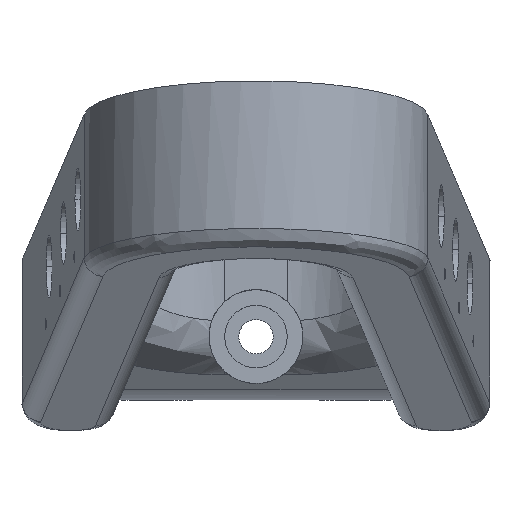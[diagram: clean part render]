
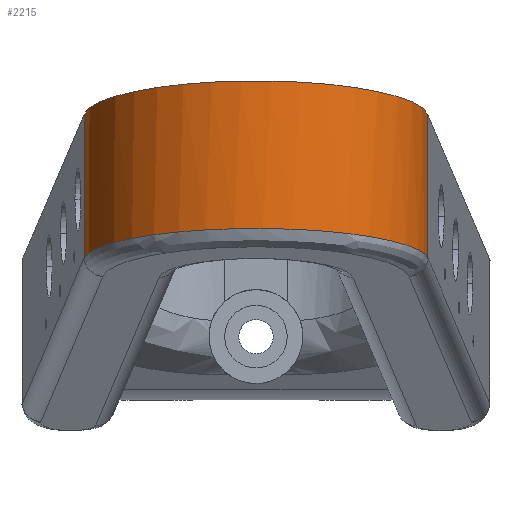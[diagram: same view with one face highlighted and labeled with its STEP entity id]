
A CAD part, top view. The second image highlights one B-rep face of the part: STEP entity #2215.
In plain terms, the highlighted free-form (B-spline) face has degree [3, 1] with [11, 2] control points.
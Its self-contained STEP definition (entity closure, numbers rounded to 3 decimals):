
#13=B_SPLINE_SURFACE_WITH_KNOTS('',3,1,((#4025,#4026),(#4027,#4028),(#4029,
#4030),(#4031,#4032),(#4033,#4034),(#4035,#4036),(#4037,#4038),(#4039,#4040),
(#4041,#4042),(#4043,#4044),(#4045,#4046)),.SURF_OF_LINEAR_EXTRUSION.,.F.,
 .F.,.F.,(4,1,1,1,1,1,1,1,4),(2,2),(1.661,2.031,2.401,
2.771,3.142,3.512,3.882,4.252,
4.622),(0.,1.),.UNSPECIFIED.);
#161=LINE('',#4016,#290);
#162=LINE('',#4020,#291);
#290=VECTOR('',#3112,1000.);
#291=VECTOR('',#3119,1000.);
#400=B_SPLINE_CURVE_WITH_KNOTS('',3,(#4047,#4048,#4049,#4050,#4051,#4052,
#4053,#4054,#4055,#4056,#4057,#4058,#4059,#4060,#4061,#4062,#4063,#4064,
#4065,#4066,#4067,#4068,#4069,#4070),.UNSPECIFIED.,.F.,.F.,(4,1,1,1,1,1,
1,1,1,1,1,1,1,1,1,1,1,1,1,1,1,4),(0.,0.005,0.01,
0.015,0.018,0.02,0.025,
0.028,0.031,0.033,0.036,
0.041,0.043,0.046,0.051,
0.056,0.061,0.066,0.071,
0.074,0.076,0.081),.UNSPECIFIED.);
#479=CIRCLE('',#2446,27.55);
#1001=ORIENTED_EDGE('',*,*,#1480,.T.);
#1002=ORIENTED_EDGE('',*,*,#1486,.T.);
#1003=ORIENTED_EDGE('',*,*,#1483,.F.);
#1004=ORIENTED_EDGE('',*,*,#1423,.T.);
#1423=EDGE_CURVE('',#1706,#1705,#479,.T.);
#1480=EDGE_CURVE('',#1705,#1734,#161,.T.);
#1483=EDGE_CURVE('',#1706,#1735,#162,.T.);
#1486=EDGE_CURVE('',#1734,#1735,#400,.T.);
#1705=VERTEX_POINT('',#3819);
#1706=VERTEX_POINT('',#3821);
#1734=VERTEX_POINT('',#4015);
#1735=VERTEX_POINT('',#4021);
#1926=EDGE_LOOP('',(#1001,#1002,#1003,#1004));
#2076=FACE_BOUND('',#1926,.T.);
#2215=ADVANCED_FACE('',(#2076),#13,.T.);
#2446=AXIS2_PLACEMENT_3D('',#3820,#3008,#3009);
#3008=DIRECTION('',(0.,-0.978,0.21));
#3009=DIRECTION('',(0.,-0.21,-0.978));
#3112=DIRECTION('',(0.,-1.,0.));
#3119=DIRECTION('',(0.,-1.,0.));
#3819=CARTESIAN_POINT('',(-27.443,40.547,129.045));
#3820=CARTESIAN_POINT('',(-0.005,40.028,126.624));
#3821=CARTESIAN_POINT('',(27.434,40.547,129.045));
#4015=CARTESIAN_POINT('',(-27.443,17.556,129.045));
#4016=CARTESIAN_POINT('',(-27.443,40.547,129.045));
#4020=CARTESIAN_POINT('',(27.434,40.547,129.045));
#4021=CARTESIAN_POINT('',(27.434,17.556,129.045));
#4025=CARTESIAN_POINT('',(27.434,40.547,129.045));
#4026=CARTESIAN_POINT('',(27.434,16.827,129.045));
#4027=CARTESIAN_POINT('',(27.128,41.257,132.356));
#4028=CARTESIAN_POINT('',(27.128,17.537,132.356));
#4029=CARTESIAN_POINT('',(25.249,42.651,138.864));
#4030=CARTESIAN_POINT('',(25.249,18.931,138.864));
#4031=CARTESIAN_POINT('',(19.009,44.388,146.969));
#4032=CARTESIAN_POINT('',(19.009,20.668,146.969));
#4033=CARTESIAN_POINT('',(10.193,45.534,152.318));
#4034=CARTESIAN_POINT('',(10.193,21.814,152.318));
#4035=CARTESIAN_POINT('',(-0.005,45.934,154.185));
#4036=CARTESIAN_POINT('',(-0.005,22.214,154.185));
#4037=CARTESIAN_POINT('',(-10.202,45.534,152.318));
#4038=CARTESIAN_POINT('',(-10.202,21.814,152.318));
#4039=CARTESIAN_POINT('',(-19.018,44.388,146.969));
#4040=CARTESIAN_POINT('',(-19.018,20.668,146.969));
#4041=CARTESIAN_POINT('',(-25.258,42.651,138.864));
#4042=CARTESIAN_POINT('',(-25.258,18.931,138.864));
#4043=CARTESIAN_POINT('',(-27.137,41.257,132.356));
#4044=CARTESIAN_POINT('',(-27.137,17.537,132.356));
#4045=CARTESIAN_POINT('',(-27.443,40.547,129.045));
#4046=CARTESIAN_POINT('',(-27.443,16.827,129.045));
#4047=CARTESIAN_POINT('',(-27.443,17.556,129.045));
#4048=CARTESIAN_POINT('',(-27.288,17.874,130.72));
#4049=CARTESIAN_POINT('',(-26.668,18.497,133.998));
#4050=CARTESIAN_POINT('',(-24.8,19.393,138.714));
#4051=CARTESIAN_POINT('',(-22.578,20.062,142.225));
#4052=CARTESIAN_POINT('',(-20.381,20.555,144.812));
#4053=CARTESIAN_POINT('',(-17.983,21.001,147.152));
#4054=CARTESIAN_POINT('',(-15.275,21.383,149.155));
#4055=CARTESIAN_POINT('',(-12.282,21.694,150.782));
#4056=CARTESIAN_POINT('',(-9.965,21.885,151.78));
#4057=CARTESIAN_POINT('',(-7.565,22.036,152.568));
#4058=CARTESIAN_POINT('',(-4.231,22.183,153.335));
#4059=CARTESIAN_POINT('',(-0.859,22.24,153.637));
#4060=CARTESIAN_POINT('',(2.52,22.212,153.488));
#4061=CARTESIAN_POINT('',(5.916,22.123,153.025));
#4062=CARTESIAN_POINT('',(9.965,21.908,151.901));
#4063=CARTESIAN_POINT('',(14.586,21.479,149.655));
#4064=CARTESIAN_POINT('',(18.631,20.909,146.673));
#4065=CARTESIAN_POINT('',(22.114,20.198,142.942));
#4066=CARTESIAN_POINT('',(24.339,19.529,139.43));
#4067=CARTESIAN_POINT('',(25.73,18.944,136.349));
#4068=CARTESIAN_POINT('',(26.807,18.345,133.197));
#4069=CARTESIAN_POINT('',(27.279,17.874,130.72));
#4070=CARTESIAN_POINT('',(27.434,17.556,129.045));
